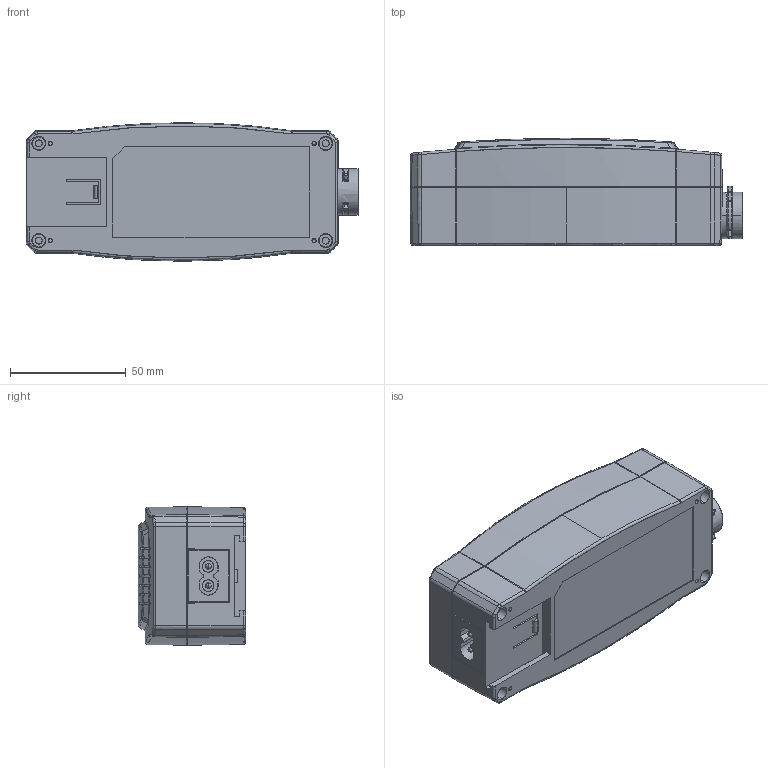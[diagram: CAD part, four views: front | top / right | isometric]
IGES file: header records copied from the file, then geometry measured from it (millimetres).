
Start section: SolidWorks IGES file using analytic representation for surfaces
Global section: file name: PD 12 ohne Haltelasche.IGS; native system: SolidWorks 2008; preprocessor: SolidWorks 2008; author: CKuhn; date: 111007.130706; units: millimetre
Bounding box: 143.5 x 46.34 x 59.87 mm (x, y, z)
Surface area: 39843 mm2 (no closed solid volume)
Topology: 0 solids, 0 shells, 870 faces, 7853 edges, 7814 vertices
Faces by surface type: bspline 567, revolution 303
